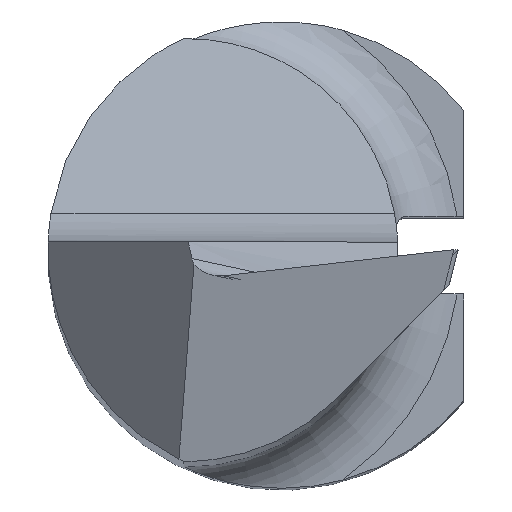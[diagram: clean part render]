
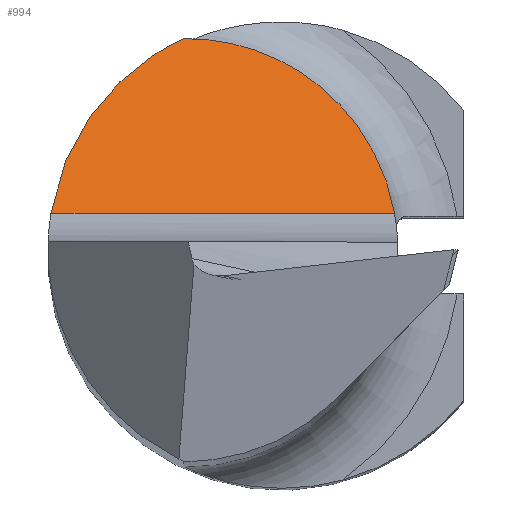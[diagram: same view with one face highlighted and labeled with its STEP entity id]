
A CAD part, top view. The second image highlights one B-rep face of the part: STEP entity #994.
In plain terms, the highlighted planar face has unit normal (0, 0.766, 0.643).
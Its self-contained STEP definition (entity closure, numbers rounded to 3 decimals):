
#22 = CARTESIAN_POINT ( 'NONE',  ( -2.962, 0.474, 52.507 ) ) ;
#38 = AXIS2_PLACEMENT_3D ( 'NONE', #1213, #291, #281 ) ;
#55 =( BOUNDED_CURVE ( )  B_SPLINE_CURVE ( 3, ( #862, #1082, #518, #267 ),
 .UNSPECIFIED., .F., .F. ) 
 B_SPLINE_CURVE_WITH_KNOTS ( ( 4, 4 ),
 ( 4.871, 5.852 ),
 .UNSPECIFIED. ) 
 CURVE ( )  GEOMETRIC_REPRESENTATION_ITEM ( )  RATIONAL_B_SPLINE_CURVE ( ( 1., 0.921, 0.921, 1. ) ) 
 REPRESENTATION_ITEM ( '' )  );
#76 = VECTOR ( 'NONE', #755, 1000. ) ;
#96 = LINE ( 'NONE', #204, #76 ) ;
#157 = ORIENTED_EDGE ( 'NONE', *, *, #1212, .T. ) ;
#177 = CARTESIAN_POINT ( 'NONE',  ( 1.458, 0.474, 52.507 ) ) ;
#204 = CARTESIAN_POINT ( 'NONE',  ( -3., 0.474, 52.507 ) ) ;
#267 = CARTESIAN_POINT ( 'NONE',  ( -1.255, 2.725, 49.825 ) ) ;
#281 = DIRECTION ( 'NONE',  ( 0., 0.643, -0.766 ) ) ;
#291 = DIRECTION ( 'NONE',  ( 0., -0.766, -0.643 ) ) ;
#346 = VERTEX_POINT ( 'NONE', #769 ) ;
#365 = CARTESIAN_POINT ( 'NONE',  ( 0.141, 2.74, 49.807 ) ) ;
#378 = FACE_OUTER_BOUND ( 'NONE', #534, .T. ) ;
#418 = EDGE_CURVE ( 'NONE', #593, #1066, #55, .T. ) ;
#518 = CARTESIAN_POINT ( 'NONE',  ( -2.183, 2.298, 50.335 ) ) ;
#534 = EDGE_LOOP ( 'NONE', ( #839, #728, #157 ) ) ;
#593 = VERTEX_POINT ( 'NONE', #22 ) ;
#728 = ORIENTED_EDGE ( 'NONE', *, *, #418, .F. ) ;
#736 = CARTESIAN_POINT ( 'NONE',  ( 1.215, 1.849, 50.869 ) ) ;
#743 = PLANE ( 'NONE',  #38 ) ;
#755 = DIRECTION ( 'NONE',  ( 1., 0., 0. ) ) ;
#769 = CARTESIAN_POINT ( 'NONE',  ( 1.458, 0.474, 52.507 ) ) ;
#839 = ORIENTED_EDGE ( 'NONE', *, *, #1107, .F. ) ;
#862 = CARTESIAN_POINT ( 'NONE',  ( -2.962, 0.474, 52.507 ) ) ;
#994 = ADVANCED_FACE ( 'NONE', ( #378 ), #743, .F. ) ;
#1066 = VERTEX_POINT ( 'NONE', #1220 ) ;
#1082 = CARTESIAN_POINT ( 'NONE',  ( -2.801, 1.483, 51.305 ) ) ;
#1107 = EDGE_CURVE ( 'NONE', #1066, #346, #1185, .T. ) ;
#1185 =( BOUNDED_CURVE ( )  B_SPLINE_CURVE ( 3, ( #1209, #365, #736, #177 ),
 .UNSPECIFIED., .F., .T. ) 
 B_SPLINE_CURVE_WITH_KNOTS ( ( 4, 4 ),
 ( 6.272, 7.679 ),
 .UNSPECIFIED. ) 
 CURVE ( )  GEOMETRIC_REPRESENTATION_ITEM ( )  RATIONAL_B_SPLINE_CURVE ( ( 1., 0.842, 0.842, 1. ) ) 
 REPRESENTATION_ITEM ( '' )  );
#1209 = CARTESIAN_POINT ( 'NONE',  ( -1.255, 2.725, 49.825 ) ) ;
#1212 = EDGE_CURVE ( 'NONE', #593, #346, #96, .T. ) ;
#1213 = CARTESIAN_POINT ( 'NONE',  ( -3., 0.474, 52.507 ) ) ;
#1220 = CARTESIAN_POINT ( 'NONE',  ( -1.255, 2.725, 49.825 ) ) ;
